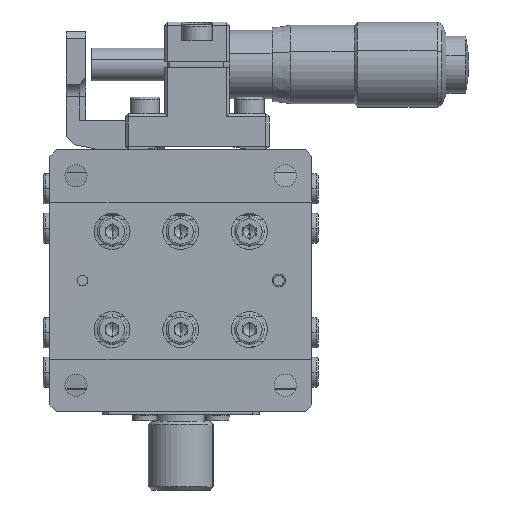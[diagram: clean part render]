
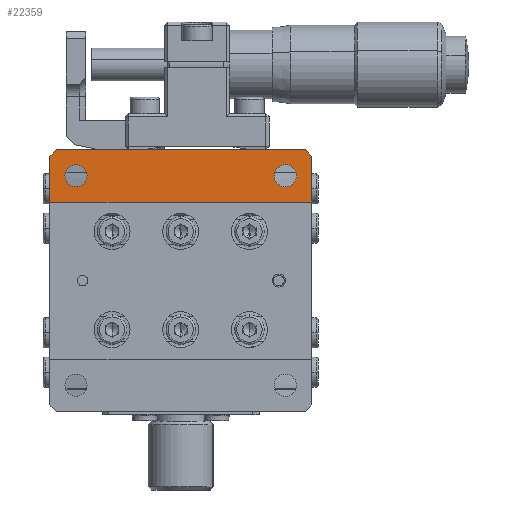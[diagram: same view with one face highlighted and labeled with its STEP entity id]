
A CAD part, front view. The second image highlights one B-rep face of the part: STEP entity #22359.
In plain terms, the highlighted planar face has unit normal (0, -1, 0).
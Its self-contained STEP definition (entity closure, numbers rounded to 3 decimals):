
#8 = DIRECTION ( 'NONE',  ( 0., 0., 1. ) ) ;
#1082 = VERTEX_POINT ( 'NONE', #14280 ) ;
#1206 = ORIENTED_EDGE ( 'NONE', *, *, #5214, .T. ) ;
#1462 = CARTESIAN_POINT ( 'NONE',  ( 0., 0., 0. ) ) ;
#1566 = DIRECTION ( 'NONE',  ( 0., 0., -1. ) ) ;
#1601 = CARTESIAN_POINT ( 'NONE',  ( 16., 0., 16. ) ) ;
#2330 = CARTESIAN_POINT ( 'NONE',  ( -16., 0., 16. ) ) ;
#2542 = AXIS2_PLACEMENT_3D ( 'NONE', #14319, #24421, #14041 ) ;
#2570 = VERTEX_POINT ( 'NONE', #13821 ) ;
#2986 = CIRCLE ( 'NONE', #23457, 1.7 ) ;
#3041 = EDGE_LOOP ( 'NONE', ( #9320, #16928, #12856, #1206, #5308, #3738 ) ) ;
#3376 = CARTESIAN_POINT ( 'NONE',  ( -20., 0., 12. ) ) ;
#3738 = ORIENTED_EDGE ( 'NONE', *, *, #26185, .F. ) ;
#3888 = EDGE_CURVE ( 'NONE', #1082, #12637, #2986, .T. ) ;
#3898 = VERTEX_POINT ( 'NONE', #22387 ) ;
#4076 = CIRCLE ( 'NONE', #2542, 1.7 ) ;
#4124 = VECTOR ( 'NONE', #22070, 1000. ) ;
#4502 = CIRCLE ( 'NONE', #6881, 1.7 ) ;
#5205 = VERTEX_POINT ( 'NONE', #20130 ) ;
#5214 = EDGE_CURVE ( 'NONE', #3898, #9358, #10657, .T. ) ;
#5308 = ORIENTED_EDGE ( 'NONE', *, *, #19452, .F. ) ;
#5781 = CARTESIAN_POINT ( 'NONE',  ( -20., 0., 20. ) ) ;
#5793 = DIRECTION ( 'NONE',  ( -0.707, 0., -0.707 ) ) ;
#5867 = PLANE ( 'NONE',  #17350 ) ;
#5878 = DIRECTION ( 'NONE',  ( 1., 0., 0. ) ) ;
#6078 = DIRECTION ( 'NONE',  ( 0., 1., 0. ) ) ;
#6692 = VERTEX_POINT ( 'NONE', #7167 ) ;
#6732 = ORIENTED_EDGE ( 'NONE', *, *, #8510, .T. ) ;
#6881 = AXIS2_PLACEMENT_3D ( 'NONE', #18324, #13976, #26420 ) ;
#6986 = CIRCLE ( 'NONE', #14720, 1.7 ) ;
#7167 = CARTESIAN_POINT ( 'NONE',  ( 19., 0., 20. ) ) ;
#7472 = EDGE_CURVE ( 'NONE', #5205, #6692, #20559, .T. ) ;
#7643 = CARTESIAN_POINT ( 'NONE',  ( -20., 0., 19. ) ) ;
#7750 = DIRECTION ( 'NONE',  ( 0., 1., 0. ) ) ;
#7997 = EDGE_CURVE ( 'NONE', #13134, #23051, #6986, .T. ) ;
#8241 = VECTOR ( 'NONE', #24061, 1000. ) ;
#8262 = ORIENTED_EDGE ( 'NONE', *, *, #7997, .T. ) ;
#8510 = EDGE_CURVE ( 'NONE', #23051, #13134, #4076, .T. ) ;
#9320 = ORIENTED_EDGE ( 'NONE', *, *, #10835, .F. ) ;
#9358 = VERTEX_POINT ( 'NONE', #7643 ) ;
#9790 = LINE ( 'NONE', #18463, #15903 ) ;
#9903 = DIRECTION ( 'NONE',  ( 0., 0., 1. ) ) ;
#10184 = LINE ( 'NONE', #5781, #12109 ) ;
#10203 = EDGE_LOOP ( 'NONE', ( #25247, #21881 ) ) ;
#10657 = LINE ( 'NONE', #18482, #26442 ) ;
#10835 = EDGE_CURVE ( 'NONE', #5205, #2570, #25638, .T. ) ;
#10954 = EDGE_CURVE ( 'NONE', #3898, #6692, #10184, .T. ) ;
#11035 = FACE_OUTER_BOUND ( 'NONE', #3041, .T. ) ;
#12109 = VECTOR ( 'NONE', #5878, 1000. ) ;
#12637 = VERTEX_POINT ( 'NONE', #22866 ) ;
#12856 = ORIENTED_EDGE ( 'NONE', *, *, #10954, .F. ) ;
#13134 = VERTEX_POINT ( 'NONE', #24240 ) ;
#13821 = CARTESIAN_POINT ( 'NONE',  ( 20., 0., 12. ) ) ;
#13838 = CARTESIAN_POINT ( 'NONE',  ( 20., 0., -20. ) ) ;
#13976 = DIRECTION ( 'NONE',  ( 0., 1., 0. ) ) ;
#14041 = DIRECTION ( 'NONE',  ( 0., 0., 1. ) ) ;
#14054 = EDGE_LOOP ( 'NONE', ( #8262, #6732 ) ) ;
#14280 = CARTESIAN_POINT ( 'NONE',  ( 16., 0., 17.7 ) ) ;
#14319 = CARTESIAN_POINT ( 'NONE',  ( -16., 0., 16. ) ) ;
#14720 = AXIS2_PLACEMENT_3D ( 'NONE', #2330, #16700, #20874 ) ;
#15903 = VECTOR ( 'NONE', #8, 1000. ) ;
#16700 = DIRECTION ( 'NONE',  ( 0., 1., 0. ) ) ;
#16928 = ORIENTED_EDGE ( 'NONE', *, *, #7472, .T. ) ;
#17350 = AXIS2_PLACEMENT_3D ( 'NONE', #1462, #7750, #9903 ) ;
#18324 = CARTESIAN_POINT ( 'NONE',  ( 16., 0., 16. ) ) ;
#18463 = CARTESIAN_POINT ( 'NONE',  ( -20., 0., -20. ) ) ;
#18482 = CARTESIAN_POINT ( 'NONE',  ( -19., 0., 20. ) ) ;
#19452 = EDGE_CURVE ( 'NONE', #22711, #9358, #9790, .T. ) ;
#20087 = FACE_BOUND ( 'NONE', #10203, .T. ) ;
#20130 = CARTESIAN_POINT ( 'NONE',  ( 20., 0., 19. ) ) ;
#20318 = DIRECTION ( 'NONE',  ( 0., 0., 1. ) ) ;
#20559 = LINE ( 'NONE', #22405, #4124 ) ;
#20874 = DIRECTION ( 'NONE',  ( 0., 0., 1. ) ) ;
#21881 = ORIENTED_EDGE ( 'NONE', *, *, #24050, .T. ) ;
#22070 = DIRECTION ( 'NONE',  ( -0.707, 0., 0.707 ) ) ;
#22359 = ADVANCED_FACE ( 'NONE', ( #24869, #20087, #11035 ), #5867, .F. ) ;
#22387 = CARTESIAN_POINT ( 'NONE',  ( -19., 0., 20. ) ) ;
#22405 = CARTESIAN_POINT ( 'NONE',  ( 20., 0., 19. ) ) ;
#22711 = VERTEX_POINT ( 'NONE', #23304 ) ;
#22866 = CARTESIAN_POINT ( 'NONE',  ( 16., 0., 14.3 ) ) ;
#23051 = VERTEX_POINT ( 'NONE', #24138 ) ;
#23304 = CARTESIAN_POINT ( 'NONE',  ( -20., 0., 12. ) ) ;
#23457 = AXIS2_PLACEMENT_3D ( 'NONE', #1601, #6078, #20318 ) ;
#24025 = VECTOR ( 'NONE', #1566, 1000. ) ;
#24050 = EDGE_CURVE ( 'NONE', #12637, #1082, #4502, .T. ) ;
#24061 = DIRECTION ( 'NONE',  ( -1., 0., 0. ) ) ;
#24138 = CARTESIAN_POINT ( 'NONE',  ( -16., 0., 14.3 ) ) ;
#24240 = CARTESIAN_POINT ( 'NONE',  ( -16., 0., 17.7 ) ) ;
#24421 = DIRECTION ( 'NONE',  ( 0., 1., 0. ) ) ;
#24869 = FACE_BOUND ( 'NONE', #14054, .T. ) ;
#25247 = ORIENTED_EDGE ( 'NONE', *, *, #3888, .T. ) ;
#25638 = LINE ( 'NONE', #13838, #24025 ) ;
#26185 = EDGE_CURVE ( 'NONE', #2570, #22711, #26626, .T. ) ;
#26420 = DIRECTION ( 'NONE',  ( 0., 0., 1. ) ) ;
#26442 = VECTOR ( 'NONE', #5793, 1000. ) ;
#26626 = LINE ( 'NONE', #3376, #8241 ) ;
